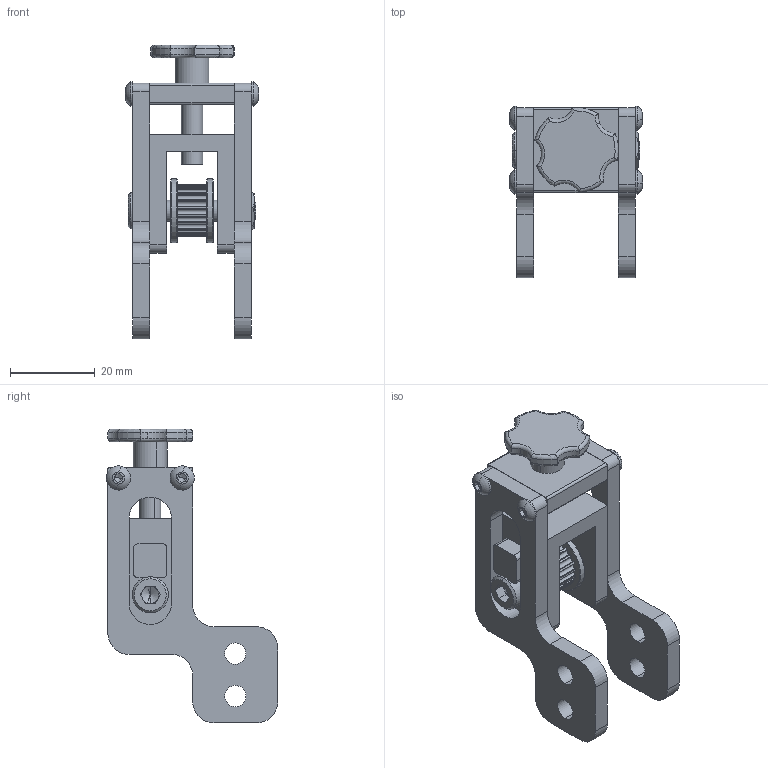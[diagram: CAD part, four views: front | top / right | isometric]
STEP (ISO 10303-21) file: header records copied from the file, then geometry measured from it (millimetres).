
FILE_DESCRIPTION (( 'STEP AP203' ), '1' );
FILE_NAME ('napínák øemene 2040.STEP', '2022-02-15T14:34:39', ( '' ), ( '' ), 'SwSTEP 2.0', 'SolidWorks 2021', '' );
FILE_SCHEMA (( 'CONFIG_CONTROL_DESIGN' ));
Length unit declared in the file: millimetre
Products named in the file (9): socket head cap screw_am_B18.3.1M - 5 x 0.8 x 25 Hex SHCS -- 25NHX.STEP; Plate1 - Copy.STEP; hex nut style 1_am_B18.2.4.1M - Hex nut, Style 1,  M5 x 0.8 --D-N.STEP; Part4.STEP; Gates_2GT_20T_Toothed_Vychoz_.STEP; socket button head cap screw_am_B18.3.4M - 3 x 0.5 x 8 SBHCS --N.STEP; Part3.STEP; napínák øemene 2040; Knob.STEP
Assembly tree (12 placements, depth 2):
  napínák øemene 2040
    Part4.STEP
    Plate1 - Copy.STEP  x2
    Part3.STEP
    Knob.STEP
    socket head cap screw_am_B18.3.1M - 5 x 0.8 x 25 Hex SHCS -- 25NHX.STEP
    hex nut style 1_am_B18.2.4.1M - Hex nut, Style 1,  M5 x 0.8 --D-N.STEP
    Gates_2GT_20T_Toothed_Vychoz_.STEP
    socket button head cap screw_am_B18.3.4M - 3 x 0.5 x 8 SBHCS --N.STEP  x4
Bounding box: 31.3 x 40.33 x 69.13 mm (x, y, z)
Volume: 18945.3 mm3; surface area: 16250.4 mm2
Topology: 16 solids, 16 shells, 696 faces, 1699 edges, 1049 vertices
Faces by surface type: cylinder 283, plane 237, torus 86, cone 82, sphere 8
Entity records: 20035 total; most frequent: CARTESIAN_POINT 4941, DIRECTION 3172, ORIENTED_EDGE 2856, EDGE_CURVE 1428, AXIS2_PLACEMENT_3D 1359, VERTEX_POINT 886, CIRCLE 760, EDGE_LOOP 636
